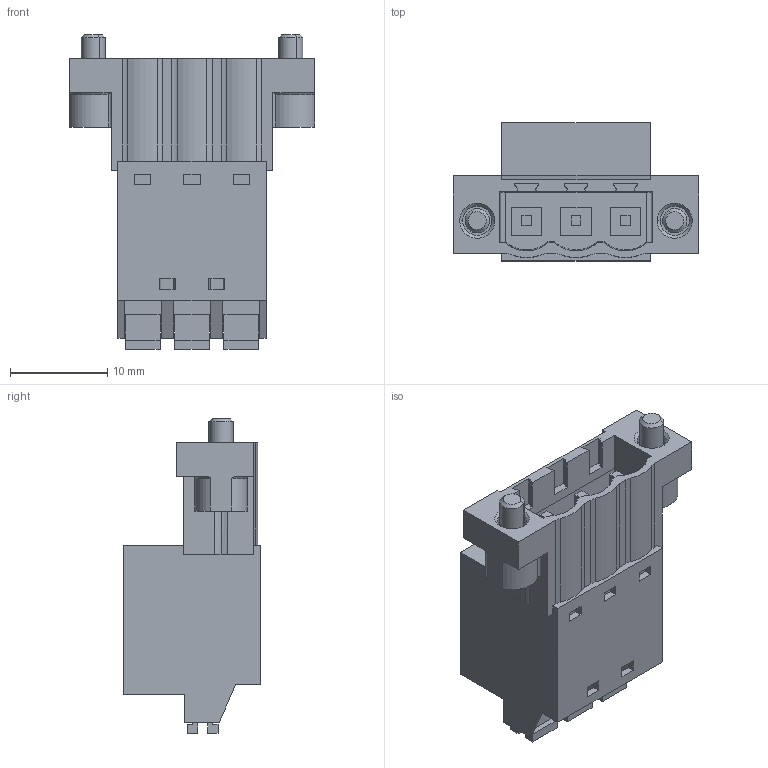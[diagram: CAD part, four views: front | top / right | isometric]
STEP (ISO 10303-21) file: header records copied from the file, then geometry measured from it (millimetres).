
FILE_DESCRIPTION(('CATIA V5 STEP Exchange','CAx-IF Rec.Pracs.--- Model Styling and Organization---1.4--- 2014-01-23'),'2;1');
FILE_NAME ('011741-2_0_1336410000_1336410000.stp','2022-05-23T12:54:17+00:00',('none'),('Weidmueller'),'CATIA Version 5-6 Release 2016 SP3 HF44','CATIA V5 STEP AP214','none');
FILE_SCHEMA(('AUTOMOTIVE_DESIGN { 1 0 10303 214 1 1 1 1 }'));
Length unit declared in the file: millimetre
Products named in the file (1): 1336410000
Bounding box: 25.24 x 14.2 x 32.4 mm (x, y, z)
Volume: 3799.6 mm3; surface area: 4197.9 mm2
Topology: 9 solids, 9 shells, 412 faces, 1088 edges, 714 vertices
Faces by surface type: plane 323, cylinder 59, cone 20, extrusion 6, torus 4
Entity records: 12300 total; most frequent: CARTESIAN_POINT 2568, ORIENTED_EDGE 2176, DIRECTION 1638, EDGE_CURVE 1088, VECTOR 897, LINE 891, VERTEX_POINT 714, EDGE_LOOP 450
